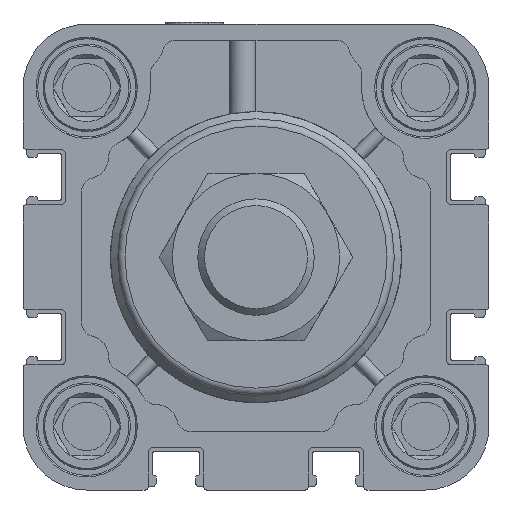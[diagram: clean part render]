
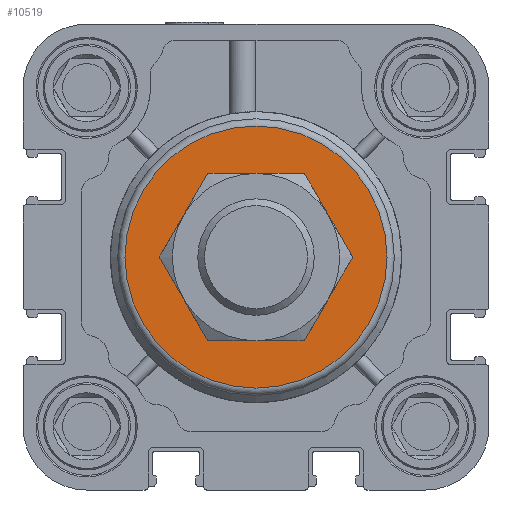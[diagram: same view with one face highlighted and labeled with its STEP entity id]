
A CAD part, left-side view. The second image highlights one B-rep face of the part: STEP entity #10519.
In plain terms, the highlighted planar face has unit normal (-1, 0, 0).
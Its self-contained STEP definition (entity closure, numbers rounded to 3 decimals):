
#4345=ORIENTED_EDGE('',*,*,#6237,.F.);
#4346=ORIENTED_EDGE('',*,*,#6238,.T.);
#6237=EDGE_CURVE('',#7333,#7333,#7945,.F.);
#6238=EDGE_CURVE('',#7334,#7334,#7946,.T.);
#7333=VERTEX_POINT('',#18043);
#7334=VERTEX_POINT('',#18045);
#7945=CIRCLE('',#11668,10.);
#7946=CIRCLE('',#11669,18.);
#8606=EDGE_LOOP('',(#4345));
#8607=EDGE_LOOP('',(#4346));
#9444=FACE_BOUND('',#8606,.T.);
#9445=FACE_BOUND('',#8607,.T.);
#9966=PLANE('',#11667);
#10519=ADVANCED_FACE('',(#9444,#9445),#9966,.F.);
#11667=AXIS2_PLACEMENT_3D('',#18041,#14534,#14535);
#11668=AXIS2_PLACEMENT_3D('',#18042,#14536,#14537);
#11669=AXIS2_PLACEMENT_3D('',#18044,#14538,#14539);
#14534=DIRECTION('',(1.,0.,0.));
#14535=DIRECTION('',(0.,0.,-1.));
#14536=DIRECTION('',(1.,0.,0.));
#14537=DIRECTION('',(0.,0.,-1.));
#14538=DIRECTION('',(-1.,0.,0.));
#14539=DIRECTION('',(0.,0.,1.));
#18041=CARTESIAN_POINT('',(-27.,0.,18.));
#18042=CARTESIAN_POINT('',(-27.,0.,0.));
#18043=CARTESIAN_POINT('',(-27.,0.,-10.));
#18044=CARTESIAN_POINT('',(-27.,0.,0.));
#18045=CARTESIAN_POINT('',(-27.,0.,18.));
